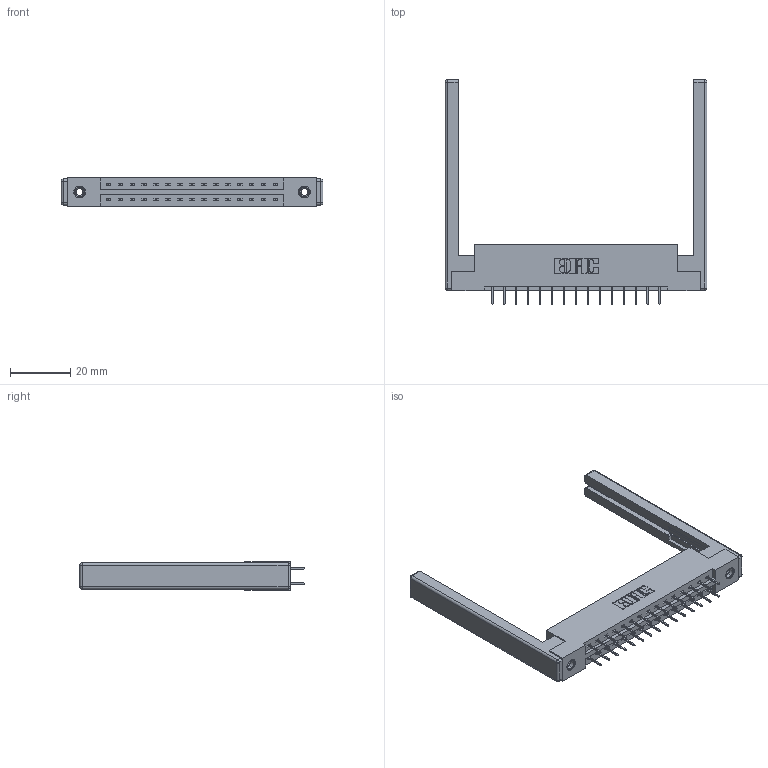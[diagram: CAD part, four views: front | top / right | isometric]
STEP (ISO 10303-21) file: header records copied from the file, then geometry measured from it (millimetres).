
FILE_DESCRIPTION (( 'STEP AP203' ), '1' );
FILE_NAME ('387-030-524-268.STEP', '2019-10-17T14:20:54', ( '' ), ( '' ), 'SwSTEP 2.0', 'SolidWorks 2016', '' );
FILE_SCHEMA (( 'CONFIG_CONTROL_DESIGN' ));
Length unit declared in the file: inch
Products named in the file (5): 387-030-524-268; 337 Part_Flush Mounting Lugs - 0.156 Dia-TI; 307-220-068; 345-250-001_345-250-001-102; 345-292-001_345-293-124
Assembly tree (35 placements, depth 2):
  387-030-524-268
    337 Part_Flush Mounting Lugs - 0.156 Dia-TI
    345-292-001_345-293-124  x30
    345-250-001_345-250-001-102  x2
    307-220-068  x2
Bounding box: 86.87 x 74.43 x 9.4 mm (x, y, z)
Volume: 13134.8 mm3; surface area: 13523.4 mm2
Topology: 35 solids, 35 shells, 2008 faces, 5651 edges, 3626 vertices
Faces by surface type: plane 1478, cylinder 506, cone 12, sphere 8, torus 4
Entity records: 17956 total; most frequent: CARTESIAN_POINT 3011, ORIENTED_EDGE 2936, DIRECTION 2682, EDGE_CURVE 1468, LINE 1294, VECTOR 1294, VERTEX_POINT 966, AXIS2_PLACEMENT_3D 694
